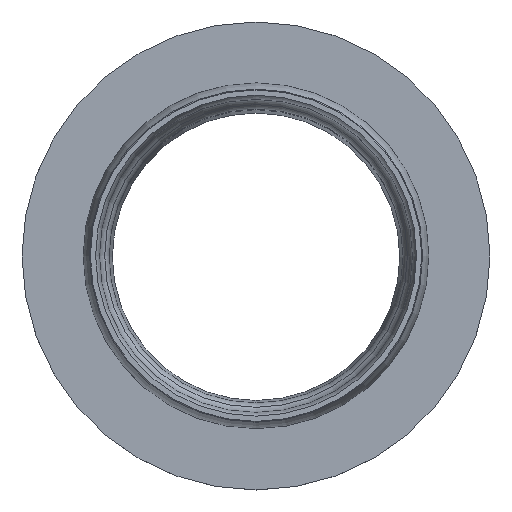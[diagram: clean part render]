
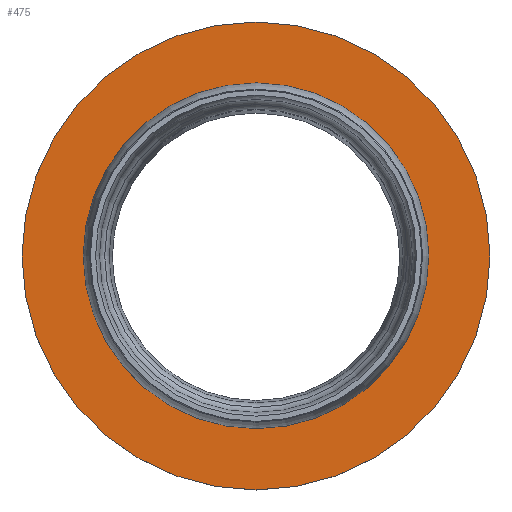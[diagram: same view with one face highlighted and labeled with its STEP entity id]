
A CAD part, top view. The second image highlights one B-rep face of the part: STEP entity #475.
In plain terms, the highlighted conical face has half-angle 89.989 degrees and reference radius 1015.18 mm.
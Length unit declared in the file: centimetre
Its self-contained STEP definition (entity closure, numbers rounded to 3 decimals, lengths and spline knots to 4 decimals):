
#53=LINE('',#867,#69);
#69=VECTOR('',#717,101.5177);
#79=CONICAL_SURFACE('',#553,101.5177,1.571);
#109=FACE_OUTER_BOUND('',#141,.T.);
#141=EDGE_LOOP('',(#421,#422,#423,#424));
#195=CIRCLE('',#554,80.5177);
#196=CIRCLE('',#555,122.5177);
#237=VERTEX_POINT('',#864);
#238=VERTEX_POINT('',#866);
#299=EDGE_CURVE('',#237,#237,#195,.T.);
#300=EDGE_CURVE('',#237,#238,#53,.T.);
#301=EDGE_CURVE('',#238,#238,#196,.T.);
#421=ORIENTED_EDGE('',*,*,#299,.T.);
#422=ORIENTED_EDGE('',*,*,#300,.T.);
#423=ORIENTED_EDGE('',*,*,#301,.F.);
#424=ORIENTED_EDGE('',*,*,#300,.F.);
#475=ADVANCED_FACE('',(#109),#79,.F.);
#553=AXIS2_PLACEMENT_3D('',#863,#713,#714);
#554=AXIS2_PLACEMENT_3D('',#865,#715,#716);
#555=AXIS2_PLACEMENT_3D('',#868,#718,#719);
#713=DIRECTION('center_axis',(0.,0.,
1.));
#714=DIRECTION('ref_axis',(1.,0.,0.));
#715=DIRECTION('center_axis',(0.,0.,
-1.));
#716=DIRECTION('ref_axis',(1.,0.,0.));
#717=DIRECTION('',(-1.,0.,0.));
#718=DIRECTION('center_axis',(0.,0.,
-1.));
#719=DIRECTION('ref_axis',(1.,0.,0.));
#863=CARTESIAN_POINT('Origin',(-0.0177,0.,
240.02));
#864=CARTESIAN_POINT('',(-80.5354,0.,240.0317));
#865=CARTESIAN_POINT('Origin',(-0.0177,0.,
240.0158));
#866=CARTESIAN_POINT('',(-122.5354,0.,240.0482));
#867=CARTESIAN_POINT('',(-101.5354,0.,240.0399));
#868=CARTESIAN_POINT('Origin',(-0.0177,0.,
240.0241));
